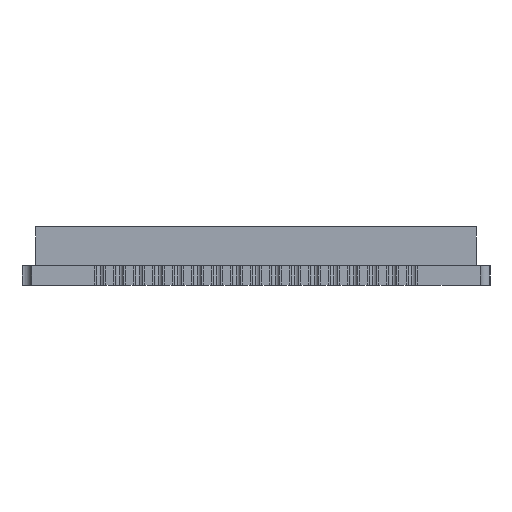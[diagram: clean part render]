
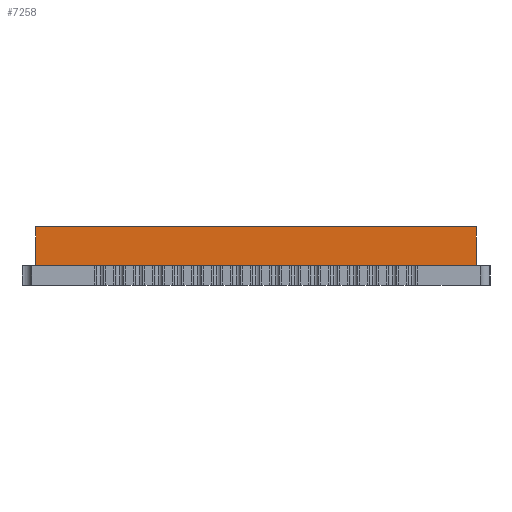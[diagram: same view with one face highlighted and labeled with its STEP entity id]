
A CAD part, left-side view. The second image highlights one B-rep face of the part: STEP entity #7258.
In plain terms, the highlighted planar face has unit normal (-1, 0, 0).
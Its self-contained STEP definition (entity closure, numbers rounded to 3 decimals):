
#1530 = CARTESIAN_POINT ( 'NONE',  ( -11.22, 11.295, 3. ) ) ;
#1531 = DIRECTION ( 'NONE',  ( 0., -1., 0. ) ) ;
#2003 = VERTEX_POINT ( 'NONE', #13781 ) ;
#2004 = VERTEX_POINT ( 'NONE', #13782 ) ;
#2604 = CARTESIAN_POINT ( 'NONE',  ( -11.22, 11.295, 3. ) ) ;
#2605 = DIRECTION ( 'NONE',  ( 0., 0., 1. ) ) ;
#2614 = CARTESIAN_POINT ( 'NONE',  ( -11.22, -11.295, 3. ) ) ;
#2615 = DIRECTION ( 'NONE',  ( 0., 0., -1. ) ) ;
#2620 = CARTESIAN_POINT ( 'NONE',  ( -11.22, -12., 1. ) ) ;
#2621 = DIRECTION ( 'NONE',  ( 0., 1., 0. ) ) ;
#3387 = VECTOR ( 'NONE', #2621, 1000. ) ;
#3388 = LINE ( 'NONE', #2614, #3389 ) ;
#3389 = VECTOR ( 'NONE', #2615, 1000. ) ;
#3391 = LINE ( 'NONE', #2620, #3387 ) ;
#7258 = ADVANCED_FACE ( 'NONE', ( #20304 ), #21264, .F. ) ;
#8296 = CARTESIAN_POINT ( 'NONE',  ( -11.22, 11.295, 1. ) ) ;
#8385 = CARTESIAN_POINT ( 'NONE',  ( -11.22, -11.295, 1. ) ) ;
#9438 = EDGE_CURVE ( 'NONE', #2003, #2004, #23755, .T. ) ;
#9597 = EDGE_CURVE ( 'NONE', #25326, #2003, #23782, .T. ) ;
#9601 = EDGE_CURVE ( 'NONE', #2004, #25329, #3388, .T. ) ;
#9603 = EDGE_CURVE ( 'NONE', #25329, #25326, #3391, .T. ) ;
#9862 = EDGE_LOOP ( 'NONE', ( #11611, #11612, #11613, #11614 ) ) ;
#11611 = ORIENTED_EDGE ( 'NONE', *, *, #9601, .F. ) ;
#11612 = ORIENTED_EDGE ( 'NONE', *, *, #9438, .F. ) ;
#11613 = ORIENTED_EDGE ( 'NONE', *, *, #9597, .F. ) ;
#11614 = ORIENTED_EDGE ( 'NONE', *, *, #9603, .F. ) ;
#13781 = CARTESIAN_POINT ( 'NONE',  ( -11.22, 11.295, 3. ) ) ;
#13782 = CARTESIAN_POINT ( 'NONE',  ( -11.22, -11.295, 3. ) ) ;
#20304 = FACE_OUTER_BOUND ( 'NONE', #9862, .T. ) ;
#20567 = AXIS2_PLACEMENT_3D ( 'NONE', #21256, #21276, #21277 ) ;
#21256 = CARTESIAN_POINT ( 'NONE',  ( -11.22, 11.295, 3. ) ) ;
#21264 = PLANE ( 'NONE',  #20567 ) ;
#21276 = DIRECTION ( 'NONE',  ( 1., 0., 0. ) ) ;
#21277 = DIRECTION ( 'NONE',  ( 0., 1., 0. ) ) ;
#23755 = LINE ( 'NONE', #1530, #23756 ) ;
#23756 = VECTOR ( 'NONE', #1531, 1000. ) ;
#23780 = VECTOR ( 'NONE', #2605, 1000. ) ;
#23782 = LINE ( 'NONE', #2604, #23780 ) ;
#25326 = VERTEX_POINT ( 'NONE', #8296 ) ;
#25329 = VERTEX_POINT ( 'NONE', #8385 ) ;
